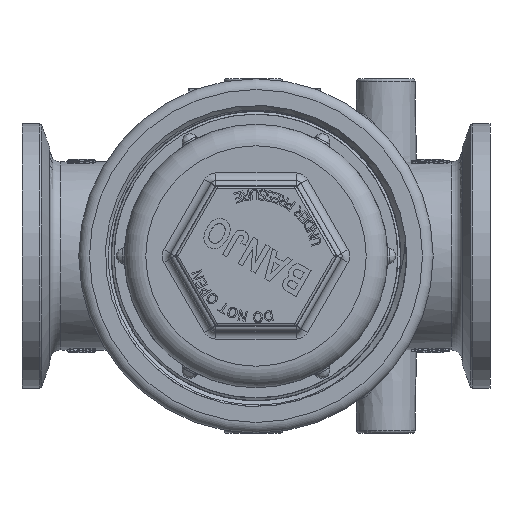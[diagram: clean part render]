
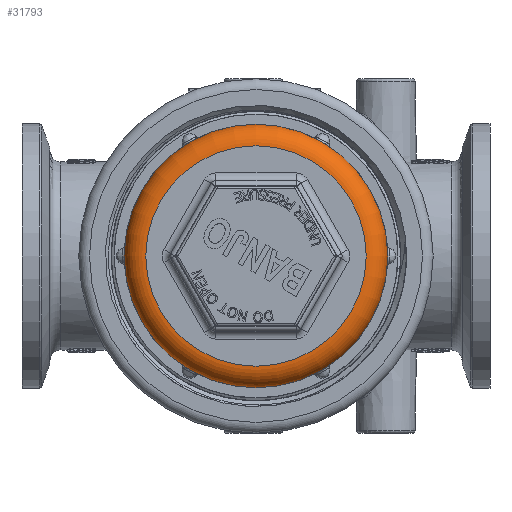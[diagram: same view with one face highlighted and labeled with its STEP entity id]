
A CAD part, front view. The second image highlights one B-rep face of the part: STEP entity #31793.
In plain terms, the highlighted toroidal (fillet/blend) face has major radius 32.544 mm and minor radius 6.35 mm.
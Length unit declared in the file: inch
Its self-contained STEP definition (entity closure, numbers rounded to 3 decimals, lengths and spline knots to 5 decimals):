
#182=TOROIDAL_SURFACE('',#33935,1.28125,0.25);
#2291=FACE_BOUND('',#6488,.T.);
#4487=FACE_OUTER_BOUND('',#6487,.T.);
#6487=EDGE_LOOP('',(#26725));
#6488=EDGE_LOOP('',(#26726));
#12927=CIRCLE('',#33805,1.28125);
#12989=CIRCLE('',#33912,1.53125);
#14955=VERTEX_POINT('',#96935);
#15018=VERTEX_POINT('',#98629);
#18980=EDGE_CURVE('',#14955,#14955,#12927,.T.);
#19101=EDGE_CURVE('',#15018,#15018,#12989,.T.);
#26725=ORIENTED_EDGE('',*,*,#19101,.F.);
#26726=ORIENTED_EDGE('',*,*,#18980,.T.);
#31793=ADVANCED_FACE('',(#4487,#2291),#182,.T.);
#33805=AXIS2_PLACEMENT_3D('',#96936,#38512,#38513);
#33912=AXIS2_PLACEMENT_3D('',#98630,#38768,#38769);
#33935=AXIS2_PLACEMENT_3D('',#102114,#38819,#38820);
#38512=DIRECTION('center_axis',(0.,1.,0.));
#38513=DIRECTION('ref_axis',(-1.,0.,0.));
#38768=DIRECTION('center_axis',(0.,1.,0.));
#38769=DIRECTION('ref_axis',(-1.,0.,0.));
#38819=DIRECTION('center_axis',(0.,1.,0.));
#38820=DIRECTION('ref_axis',(0.,0.,1.));
#96935=CARTESIAN_POINT('',(-1.28125,-6.785,0.));
#96936=CARTESIAN_POINT('Origin',(0.,-6.785,0.));
#98629=CARTESIAN_POINT('',(-1.53125,-6.535,0.));
#98630=CARTESIAN_POINT('Origin',(0.,-6.535,0.));
#102114=CARTESIAN_POINT('Origin',(0.,-6.535,0.));
